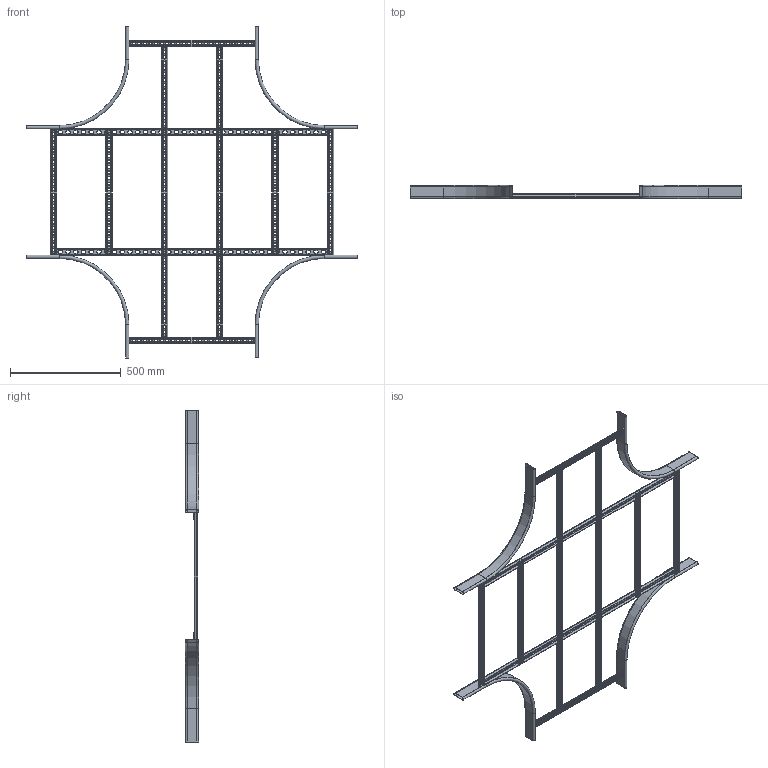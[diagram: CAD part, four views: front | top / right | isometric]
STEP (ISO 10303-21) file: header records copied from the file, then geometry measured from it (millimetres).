
FILE_DESCRIPTION (( 'STEP AP203' ), '1' );
FILE_NAME ('10-02-1399.STEP', '2013-05-02T10:18:36', ( 'asennus' ), ( '' ), 'SwSTEP 2.0', 'SolidWorks 2013', '' );
FILE_SCHEMA (( 'CONFIG_CONTROL_DESIGN' ));
Length unit declared in the file: millimetre
Products named in the file (1): 10-02-1399
Bounding box: 1500 x 60 x 1500 mm (x, y, z)
Volume: 1046855.5 mm3; surface area: 1876905.2 mm2
Topology: 18 solids, 18 shells, 2164 faces, 5648 edges, 3520 vertices
Faces by surface type: plane 1256, cylinder 868, bspline 24, torus 16
Entity records: 67647 total; most frequent: CARTESIAN_POINT 12317, DIRECTION 11530, ORIENTED_EDGE 11296, EDGE_CURVE 5648, VECTOR 3856, LINE 3856, AXIS2_PLACEMENT_3D 3837, VERTEX_POINT 3520
